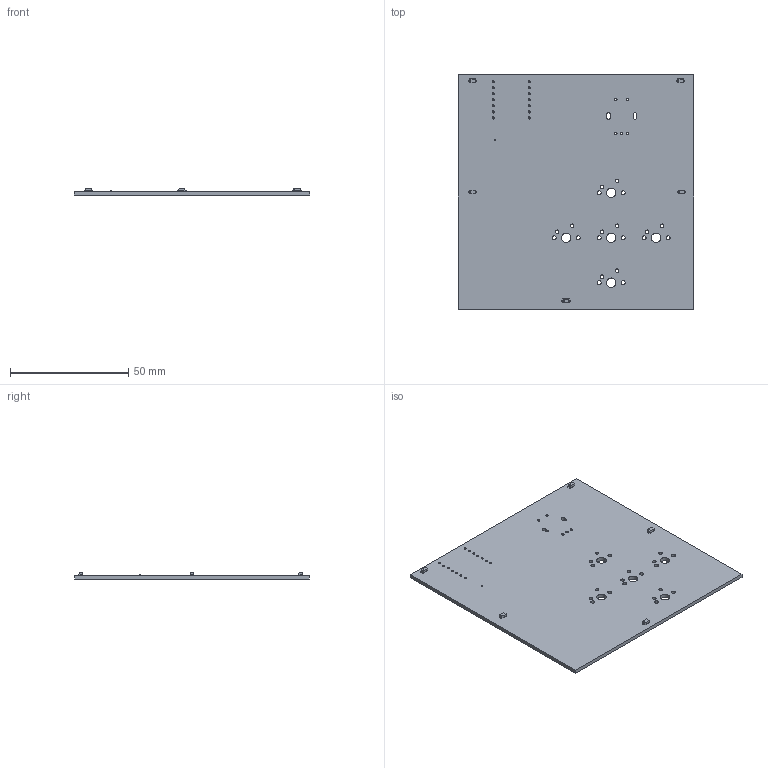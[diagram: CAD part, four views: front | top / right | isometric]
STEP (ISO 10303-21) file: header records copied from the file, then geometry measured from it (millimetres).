
FILE_DESCRIPTION(('KiCad electronic assembly'),'2;1');
FILE_NAME('KiCad1.step','2024-11-10T11:33:02',('Pcbnew'),('Kicad'), 'Open CASCADE STEP processor 7.8','KiCad to STEP converter','Unknown' );
FILE_SCHEMA(('AUTOMOTIVE_DESIGN { 1 0 10303 214 1 1 1 1 }'));
Length unit declared in the file: millimetre
Products named in the file (6): KiCad1 1; D_SOD-123F; D_SOD_123F; R_0201_0603Metric; KiCad1_PCB
Assembly tree (9 placements, depth 3):
  KiCad1 1
    D_SOD-123F  x5
      D_SOD_123F
    R_0201_0603Metric
      R_0201_0603Metric
    KiCad1_PCB
Bounding box: 99.5 x 99 x 2.75 mm (x, y, z)
Volume: 15585.9 mm3; surface area: 20554.5 mm2
Topology: 7 solids, 7 shells, 219 faces, 536 edges, 336 vertices
Faces by surface type: plane 113, cylinder 56, bspline 50
Full cylindrical faces by diameter (mm): 0.889 x14, 1 x5, 1.5 x10, 1.7 x10, 4 x5
Entity records: 4173 total; most frequent: CARTESIAN_POINT 663, DIRECTION 618, ORIENTED_EDGE 592, EDGE_CURVE 296, AXIS2_PLACEMENT_3D 223, FACE_BOUND 204, EDGE_LOOP 204, VERTEX_POINT 192
